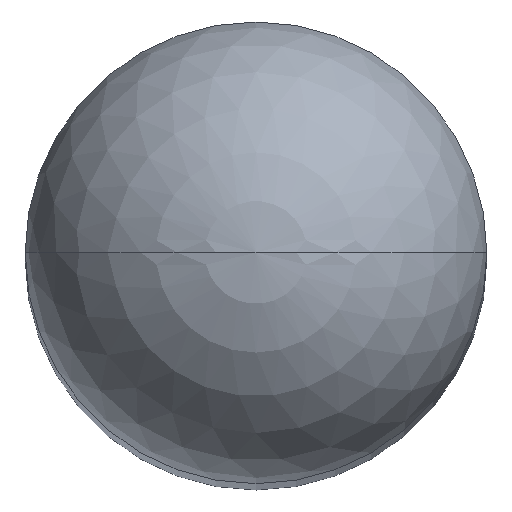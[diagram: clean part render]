
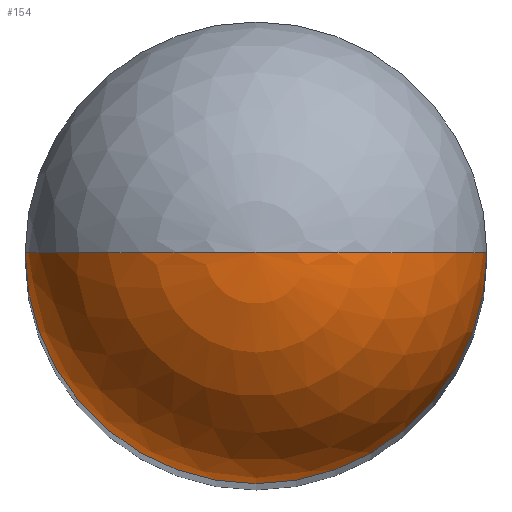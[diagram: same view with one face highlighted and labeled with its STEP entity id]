
A CAD part, top view. The second image highlights one B-rep face of the part: STEP entity #154.
In plain terms, the highlighted spherical face has radius 152.4 mm.
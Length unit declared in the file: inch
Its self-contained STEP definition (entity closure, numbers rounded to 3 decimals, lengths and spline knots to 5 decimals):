
#30=CARTESIAN_POINT('',(0.,0.,94.));
#31=DIRECTION('',(0.,-1.,0.));
#32=DIRECTION('',(0.,0.,1.));
#33=AXIS2_PLACEMENT_3D('',#30,#31,#32);
#35=CARTESIAN_POINT('',(0.,0.,94.));
#36=DIRECTION('',(0.,1.,0.));
#37=DIRECTION('',(0.,0.,1.));
#38=AXIS2_PLACEMENT_3D('',#35,#36,#37);
#40=CARTESIAN_POINT('',(0.,0.,94.));
#41=DIRECTION('',(0.,0.,1.));
#42=DIRECTION('',(-1.,0.,0.));
#43=AXIS2_PLACEMENT_3D('',#40,#41,#42);
#81=CARTESIAN_POINT('',(6.,0.,94.));
#82=CARTESIAN_POINT('',(-6.,0.,94.));
#83=VERTEX_POINT('',#81);
#84=VERTEX_POINT('',#82);
#85=CARTESIAN_POINT('',(0.,0.,100.));
#86=VERTEX_POINT('',#85);
#143=CARTESIAN_POINT('',(0.,0.,94.));
#144=DIRECTION('',(0.,0.,1.));
#145=DIRECTION('',(-1.,0.,0.));
#146=AXIS2_PLACEMENT_3D('',#143,#144,#145);
#147=SPHERICAL_SURFACE('',#146,6.);
#149=ORIENTED_EDGE('',*,*,#148,.F.);
#150=ORIENTED_EDGE('',*,*,#138,.F.);
#151=ORIENTED_EDGE('',*,*,#136,.T.);
#152=EDGE_LOOP('',(#149,#150,#151));
#153=FACE_OUTER_BOUND('',#152,.F.);
#154=ADVANCED_FACE('',(#153),#147,.T.);
#34=CIRCLE('',#33,6.);
#39=CIRCLE('',#38,6.);
#44=CIRCLE('',#43,6.);
#136=EDGE_CURVE('',#86,#83,#39,.T.);
#138=EDGE_CURVE('',#86,#84,#34,.T.);
#148=EDGE_CURVE('',#84,#83,#44,.T.);
